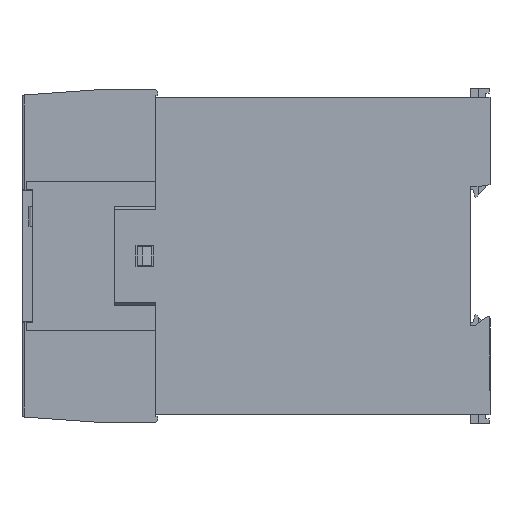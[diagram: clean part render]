
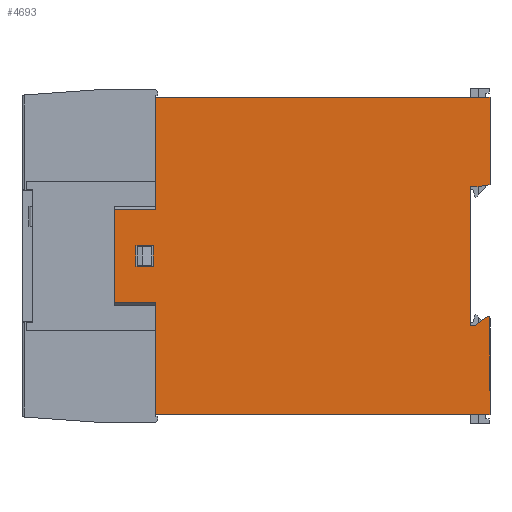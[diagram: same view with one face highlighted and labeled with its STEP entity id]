
A CAD part, left-side view. The second image highlights one B-rep face of the part: STEP entity #4693.
In plain terms, the highlighted planar face has unit normal (-1, 0, 0).
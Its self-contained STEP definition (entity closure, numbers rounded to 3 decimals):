
#18=DIRECTION('',(0.,0.,1.));
#19=VECTOR('',#18,22.);
#20=CARTESIAN_POINT('',(-33.75,0.,18.));
#21=LINE('',#20,#19);
#82=DIRECTION('',(0.,0.,1.));
#83=VECTOR('',#82,24.2);
#84=CARTESIAN_POINT('',(-33.75,0.,-40.));
#85=LINE('',#84,#83);
#207=DIRECTION('',(0.,-1.,0.));
#208=VECTOR('',#207,4.37);
#209=CARTESIAN_POINT('',(-33.75,89.3,2.59));
#210=LINE('',#209,#208);
#211=DIRECTION('',(0.,0.,1.));
#212=VECTOR('',#211,5.18);
#213=CARTESIAN_POINT('',(-33.75,89.3,-2.59));
#214=LINE('',#213,#212);
#215=DIRECTION('',(0.,1.,0.));
#216=VECTOR('',#215,4.37);
#217=CARTESIAN_POINT('',(-33.75,84.93,-2.59));
#218=LINE('',#217,#216);
#219=DIRECTION('',(0.,0.,-1.));
#220=VECTOR('',#219,5.18);
#221=CARTESIAN_POINT('',(-33.75,84.93,2.59));
#222=LINE('',#221,#220);
#223=CARTESIAN_POINT('',(-33.75,0.5,-15.8));
#224=DIRECTION('',(1.,0.,0.));
#225=DIRECTION('',(0.,0.579,0.815));
#226=AXIS2_PLACEMENT_3D('',#223,#224,#225);
#228=DIRECTION('',(0.,1.,0.));
#229=VECTOR('',#228,84.3);
#230=CARTESIAN_POINT('',(-33.75,0.,-40.));
#231=LINE('',#230,#229);
#232=DIRECTION('',(0.,1.,0.));
#233=VECTOR('',#232,10.4);
#234=CARTESIAN_POINT('',(-33.75,84.3,-11.807));
#235=LINE('',#234,#233);
#236=DIRECTION('',(0.,1.,0.));
#237=VECTOR('',#236,2.);
#238=CARTESIAN_POINT('',(-33.75,3.,17.5));
#239=LINE('',#238,#237);
#240=DIRECTION('',(0.,0.,1.));
#241=VECTOR('',#240,35.1);
#242=CARTESIAN_POINT('',(-33.75,5.,-17.6));
#243=LINE('',#242,#241);
#244=DIRECTION('',(0.,1.,0.));
#245=VECTOR('',#244,1.1);
#246=CARTESIAN_POINT('',(-33.75,3.9,-17.6));
#247=LINE('',#246,#245);
#248=DIRECTION('',(0.,0.815,-0.579));
#249=VECTOR('',#248,3.814);
#250=CARTESIAN_POINT('',(-33.75,0.789,-15.392));
#251=LINE('',#250,#249);
#784=DIRECTION('',(0.,0.,1.));
#785=VECTOR('',#784,28.193);
#786=CARTESIAN_POINT('',(-33.75,84.3,11.807));
#787=LINE('',#786,#785);
#860=DIRECTION('',(0.,0.,1.));
#861=VECTOR('',#860,28.193);
#862=CARTESIAN_POINT('',(-33.75,84.3,-40.));
#863=LINE('',#862,#861);
#1876=DIRECTION('',(0.,1.,0.));
#1877=VECTOR('',#1876,84.3);
#1878=CARTESIAN_POINT('',(-33.75,0.,40.));
#1879=LINE('',#1878,#1877);
#2946=DIRECTION('',(0.,0.986,-0.164));
#2947=VECTOR('',#2946,3.041);
#2948=CARTESIAN_POINT('',(-33.75,0.,18.));
#2949=LINE('',#2948,#2947);
#3218=DIRECTION('',(0.,0.,1.));
#3219=VECTOR('',#3218,23.614);
#3220=CARTESIAN_POINT('',(-33.75,94.7,-11.807));
#3221=LINE('',#3220,#3219);
#3310=DIRECTION('',(0.,1.,0.));
#3311=VECTOR('',#3310,10.4);
#3312=CARTESIAN_POINT('',(-33.75,84.3,11.807));
#3313=LINE('',#3312,#3311);
#3322=CARTESIAN_POINT('',(-33.75,84.3,40.));
#3324=VERTEX_POINT('',#3322);
#3327=CARTESIAN_POINT('',(-33.75,84.3,-40.));
#3329=VERTEX_POINT('',#3327);
#3330=CARTESIAN_POINT('',(-33.75,0.,-40.));
#3331=VERTEX_POINT('',#3330);
#3332=CARTESIAN_POINT('',(-33.75,0.,40.));
#3333=VERTEX_POINT('',#3332);
#3346=CARTESIAN_POINT('',(-33.75,94.7,-11.807));
#3347=CARTESIAN_POINT('',(-33.75,94.7,11.807));
#3348=VERTEX_POINT('',#3346);
#3349=VERTEX_POINT('',#3347);
#3362=CARTESIAN_POINT('',(-33.75,84.3,11.807));
#3364=VERTEX_POINT('',#3362);
#3367=CARTESIAN_POINT('',(-33.75,84.3,-11.807));
#3369=VERTEX_POINT('',#3367);
#3370=CARTESIAN_POINT('',(-33.75,89.3,2.59));
#3371=CARTESIAN_POINT('',(-33.75,84.93,2.59));
#3372=VERTEX_POINT('',#3370);
#3373=VERTEX_POINT('',#3371);
#3374=CARTESIAN_POINT('',(-33.75,84.93,-2.59));
#3375=VERTEX_POINT('',#3374);
#3376=CARTESIAN_POINT('',(-33.75,89.3,-2.59));
#3377=VERTEX_POINT('',#3376);
#3434=CARTESIAN_POINT('',(-33.75,0.789,-15.392));
#3435=CARTESIAN_POINT('',(-33.75,0.,-15.8));
#3436=VERTEX_POINT('',#3434);
#3437=VERTEX_POINT('',#3435);
#3438=CARTESIAN_POINT('',(-33.75,3.9,-17.6));
#3439=VERTEX_POINT('',#3438);
#3440=CARTESIAN_POINT('',(-33.75,5.,-17.6));
#3441=VERTEX_POINT('',#3440);
#3442=CARTESIAN_POINT('',(-33.75,5.,17.5));
#3443=VERTEX_POINT('',#3442);
#3654=CARTESIAN_POINT('',(-33.75,0.,18.));
#3656=VERTEX_POINT('',#3654);
#3658=CARTESIAN_POINT('',(-33.75,3.,17.5));
#3660=VERTEX_POINT('',#3658);
#4649=CARTESIAN_POINT('',(-33.75,0.,-40.));
#4650=DIRECTION('',(-1.,0.,0.));
#4651=DIRECTION('',(0.,0.,1.));
#4652=AXIS2_PLACEMENT_3D('',#4649,#4650,#4651);
#4653=PLANE('',#4652);
#4655=ORIENTED_EDGE('',*,*,#4654,.T.);
#4656=ORIENTED_EDGE('',*,*,#4495,.F.);
#4658=ORIENTED_EDGE('',*,*,#4657,.T.);
#4660=ORIENTED_EDGE('',*,*,#4659,.T.);
#4662=ORIENTED_EDGE('',*,*,#4661,.T.);
#4664=ORIENTED_EDGE('',*,*,#4663,.T.);
#4666=ORIENTED_EDGE('',*,*,#4665,.F.);
#4668=ORIENTED_EDGE('',*,*,#4667,.T.);
#4670=ORIENTED_EDGE('',*,*,#4669,.F.);
#4671=ORIENTED_EDGE('',*,*,#4431,.F.);
#4673=ORIENTED_EDGE('',*,*,#4672,.T.);
#4675=ORIENTED_EDGE('',*,*,#4674,.T.);
#4677=ORIENTED_EDGE('',*,*,#4676,.F.);
#4679=ORIENTED_EDGE('',*,*,#4678,.F.);
#4681=ORIENTED_EDGE('',*,*,#4680,.F.);
#4682=EDGE_LOOP('',(#4655,#4656,#4658,#4660,#4662,#4664,#4666,#4668,#4670,#4671,
#4673,#4675,#4677,#4679,#4681));
#4683=FACE_OUTER_BOUND('',#4682,.F.);
#4684=ORIENTED_EDGE('',*,*,#4623,.F.);
#4686=ORIENTED_EDGE('',*,*,#4685,.F.);
#4688=ORIENTED_EDGE('',*,*,#4687,.F.);
#4690=ORIENTED_EDGE('',*,*,#4689,.F.);
#4691=EDGE_LOOP('',(#4684,#4686,#4688,#4690));
#4692=FACE_BOUND('',#4691,.F.);
#4693=ADVANCED_FACE('',(#4683,#4692),#4653,.T.);
#227=CIRCLE('',#226,0.5);
#4431=EDGE_CURVE('',#3656,#3333,#21,.T.);
#4495=EDGE_CURVE('',#3331,#3437,#85,.T.);
#4623=EDGE_CURVE('',#3372,#3373,#210,.T.);
#4654=EDGE_CURVE('',#3436,#3437,#227,.T.);
#4657=EDGE_CURVE('',#3331,#3329,#231,.T.);
#4659=EDGE_CURVE('',#3329,#3369,#863,.T.);
#4661=EDGE_CURVE('',#3369,#3348,#235,.T.);
#4663=EDGE_CURVE('',#3348,#3349,#3221,.T.);
#4665=EDGE_CURVE('',#3364,#3349,#3313,.T.);
#4667=EDGE_CURVE('',#3364,#3324,#787,.T.);
#4669=EDGE_CURVE('',#3333,#3324,#1879,.T.);
#4672=EDGE_CURVE('',#3656,#3660,#2949,.T.);
#4674=EDGE_CURVE('',#3660,#3443,#239,.T.);
#4676=EDGE_CURVE('',#3441,#3443,#243,.T.);
#4678=EDGE_CURVE('',#3439,#3441,#247,.T.);
#4680=EDGE_CURVE('',#3436,#3439,#251,.T.);
#4685=EDGE_CURVE('',#3377,#3372,#214,.T.);
#4687=EDGE_CURVE('',#3375,#3377,#218,.T.);
#4689=EDGE_CURVE('',#3373,#3375,#222,.T.);
